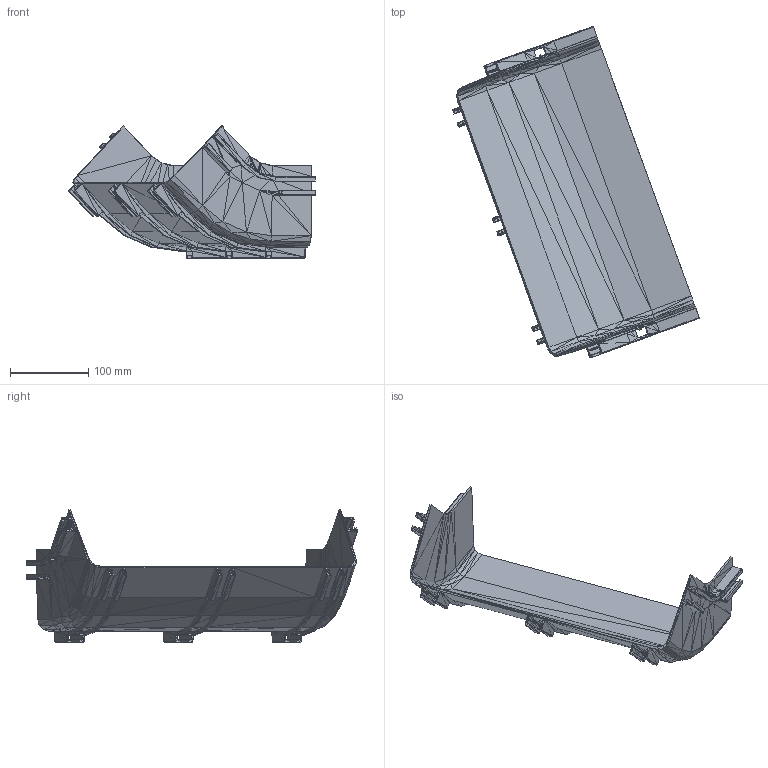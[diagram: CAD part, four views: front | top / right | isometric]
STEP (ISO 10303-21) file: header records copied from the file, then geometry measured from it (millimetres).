
FILE_DESCRIPTION(('FreeCAD Model'),'2;1');
FILE_NAME('Open CASCADE Shape Model','2022-12-01T13:00:38',('Author'),( ''),'Open CASCADE STEP processor 7.6','FreeCAD','Unknown');
FILE_SCHEMA(('AUTOMOTIVE_DESIGN { 1 0 10303 214 1 1 1 1 }'));
Products named in the file (1): DS_360_318F0______________________________________________45___________
_________________________________360______360mm_45___up_elbow___________
________001001 (Solid)
Bounding box: 314.62 x 422.67 x 168.31 mm (x, y, z)
Volume: 400000.6 mm3; surface area: 283398.3 mm2
Topology: 1 solids, 1 shells, 1887 faces, 2958 edges, 1069 vertices
Faces by surface type: plane 1887
Entity records: 76424 total; most frequent: DIRECTION 12650, CARTESIAN_POINT 11831, LINE 8874, VECTOR 8874, ORIENTED_EDGE 5916, PCURVE 5916, DEFINITIONAL_REPRESENTATION 5916, EDGE_CURVE 2958
